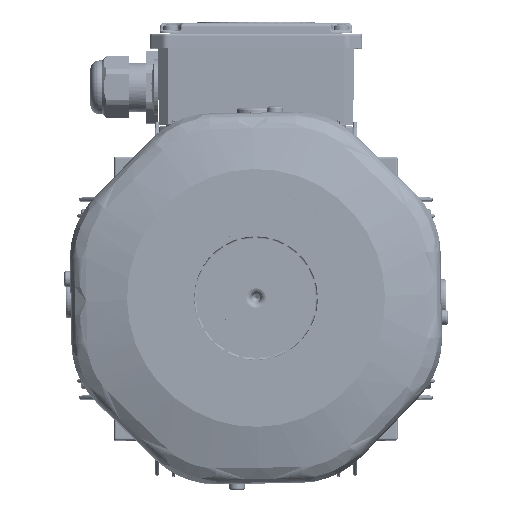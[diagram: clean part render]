
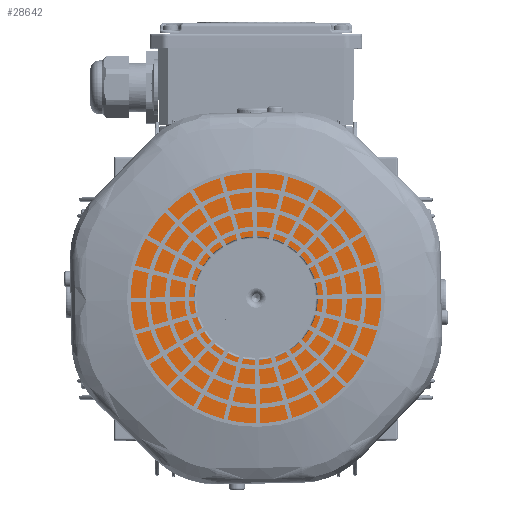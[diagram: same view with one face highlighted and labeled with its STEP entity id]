
A CAD part, top view. The second image highlights one B-rep face of the part: STEP entity #28642.
In plain terms, the highlighted planar face has unit normal (0, 0, 1).
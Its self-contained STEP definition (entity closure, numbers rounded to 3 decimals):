
#26547=PLANE('',#96371);
#28642=ADVANCED_FACE('',(#33793,#33794),#26547,.T.);
#33793=FACE_BOUND('',#34771,.T.);
#33794=FACE_BOUND('',#34772,.T.);
#34771=EDGE_LOOP('',(#41599));
#34772=EDGE_LOOP('',(#41600));
#41599=ORIENTED_EDGE('',*,*,#77127,.T.);
#41600=ORIENTED_EDGE('',*,*,#77124,.T.);
#66248=VERTEX_POINT('',#129451);
#66251=VERTEX_POINT('',#129459);
#77124=EDGE_CURVE('',#66248,#66248,#92802,.T.);
#77127=EDGE_CURVE('',#66251,#66251,#92805,.T.);
#92802=CIRCLE('',#96365,31.93);
#92805=CIRCLE('',#96370,75.5);
#96365=AXIS2_PLACEMENT_3D('',#129450,#105870,#105871);
#96370=AXIS2_PLACEMENT_3D('',#129458,#105880,#105881);
#96371=AXIS2_PLACEMENT_3D('',#129460,#105882,#105883);
#105870=DIRECTION('',(0.,0.,-1.));
#105871=DIRECTION('',(1.,0.,0.));
#105880=DIRECTION('',(0.,0.,1.));
#105881=DIRECTION('',(1.,0.,0.));
#105882=DIRECTION('',(0.,0.,1.));
#105883=DIRECTION('',(1.,0.,0.));
#129450=CARTESIAN_POINT('',(0.,0.,341.85));
#129451=CARTESIAN_POINT('',(31.93,0.,341.85));
#129458=CARTESIAN_POINT('',(0.,0.,341.85));
#129459=CARTESIAN_POINT('',(75.5,0.,341.85));
#129460=CARTESIAN_POINT('',(0.,0.,341.85));
